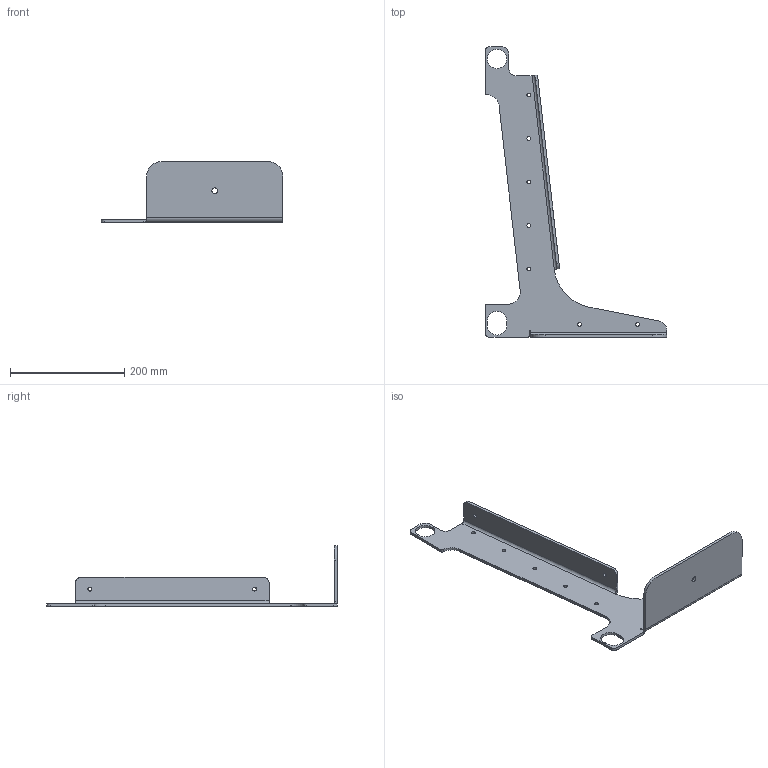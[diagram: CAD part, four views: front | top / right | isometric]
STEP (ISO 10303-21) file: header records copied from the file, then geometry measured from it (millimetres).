
FILE_DESCRIPTION (( 'STEP AP203' ), '1' );
FILE_NAME ('am-2810 Outrigger.STEP', '2017-12-06T19:03:08', ( '' ), ( '' ), 'SwSTEP 2.0', 'SolidWorks 2017', '' );
FILE_SCHEMA (( 'CONFIG_CONTROL_DESIGN' ));
Length unit declared in the file: inch
Products named in the file (1): am-2810 Outrigger
Bounding box: 317.5 x 508 x 106.36 mm (x, y, z)
Volume: 397798.6 mm3; surface area: 178218.3 mm2
Topology: 1 solids, 1 shells, 78 faces, 212 edges, 136 vertices
Faces by surface type: cylinder 50, plane 28
Entity records: 2615 total; most frequent: DIRECTION 470, CARTESIAN_POINT 427, ORIENTED_EDGE 424, EDGE_CURVE 212, AXIS2_PLACEMENT_3D 179, VERTEX_POINT 136, LINE 112, VECTOR 112
